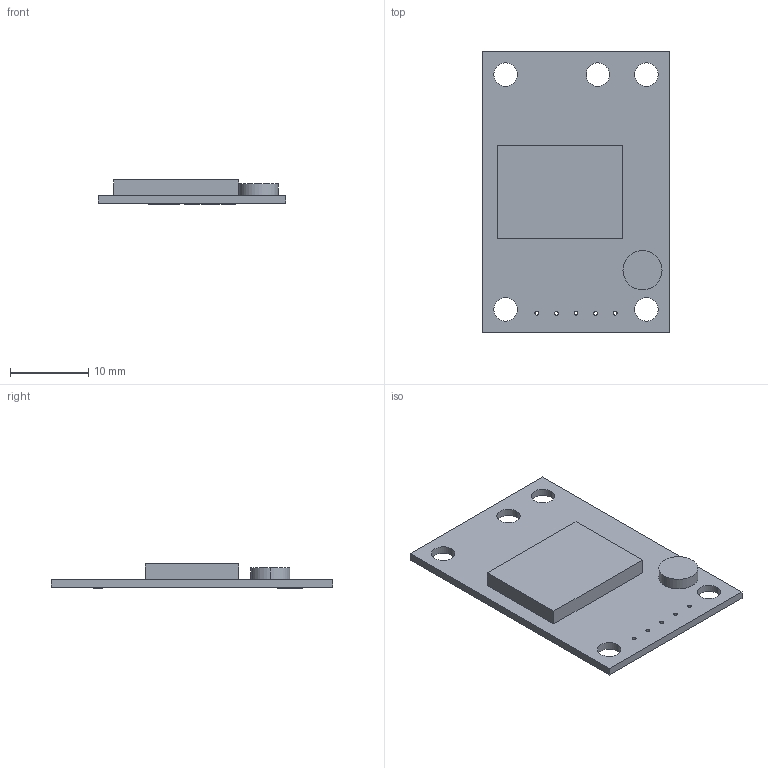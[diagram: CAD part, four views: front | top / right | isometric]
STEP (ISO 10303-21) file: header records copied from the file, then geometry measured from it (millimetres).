
FILE_DESCRIPTION(/* description */ ('VariCAD 2022-1.06 AP-214'),/* implementation_level */ '2;1');
FILE_NAME(/* name */ 'GPS CanSat.stp',/* time_stamp */ '2022-05-02T11:57:19+01:00',/* author */ (''),/* organization */ (''),/* preprocessor_version */ 'VariCAD 2022-1.06',/* originating_system */ 'VariCAD 2022-1.06; kernel version (20180118)',/* authorisation */ '');
FILE_SCHEMA(('AUTOMOTIVE_DESIGN'));
Length unit declared in the file: millimetre
Products named in the file (28): GPS CanSat
Assembly tree (27 placements, depth 2):
  GPS CanSat
    (unnamed)
    (unnamed)
    (unnamed)
    (unnamed)
    (unnamed)
    (unnamed)
    (unnamed)
    (unnamed)
    (unnamed)
    (unnamed)
    (unnamed)
    (unnamed)
    (unnamed)
    (unnamed)
    (unnamed)
    (unnamed)
    (unnamed)
    (unnamed)
    (unnamed)
    (unnamed)
    (unnamed)
    (unnamed)
    (unnamed)
    (unnamed)
    (unnamed)
    (unnamed)
    (unnamed)
Bounding box: 24 x 36 x 3.1 mm (x, y, z)
Volume: 1242 mm3; surface area: 2421.1 mm2
Topology: 27 solids, 27 shells, 317 faces, 789 edges, 526 vertices
Faces by surface type: plane 224, extrusion 71, cylinder 22
Entity records: 14323 total; most frequent: CARTESIAN_POINT 6170, ORIENTED_EDGE 1578, DIRECTION 1313, EDGE_CURVE 789, VECTOR 569, VERTEX_POINT 526, LINE 498, AXIS2_PLACEMENT_3D 372
